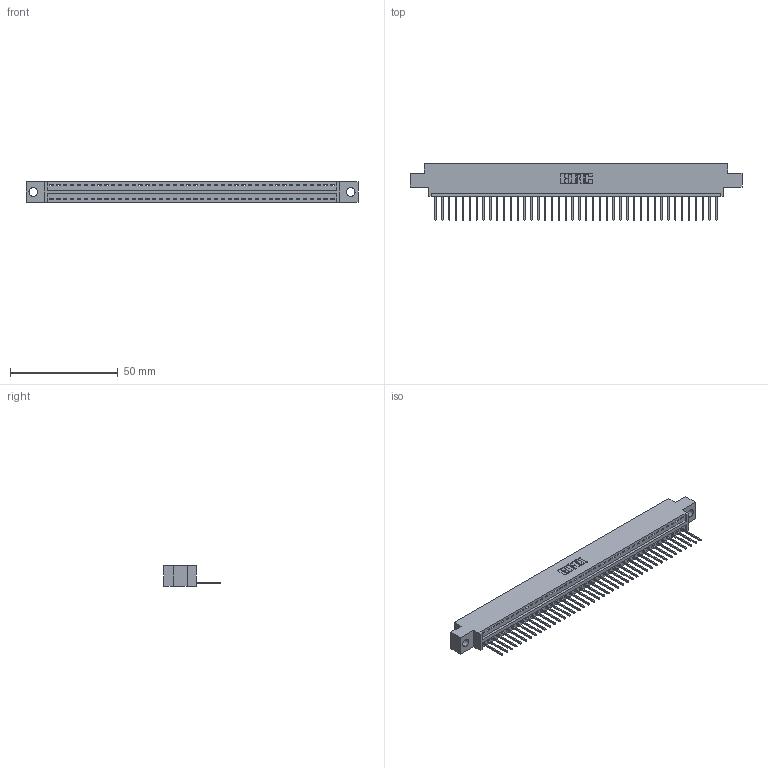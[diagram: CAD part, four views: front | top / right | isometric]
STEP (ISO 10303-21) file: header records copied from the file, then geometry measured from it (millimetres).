
FILE_DESCRIPTION (( 'STEP AP203' ), '1' );
FILE_NAME ('346-042-522-604.STEP', '2022-05-09T14:21:36', ( '' ), ( '' ), 'SwSTEP 2.0', 'SolidWorks 2020', '' );
FILE_SCHEMA (( 'CONFIG_CONTROL_DESIGN' ));
Length unit declared in the file: inch
Products named in the file (3): 346-042-522-604; 346 Part_0.170 Offset - 0.156 Dia-TH; 345-292-001_345-293-122
Assembly tree (43 placements, depth 2):
  346-042-522-604
    346 Part_0.170 Offset - 0.156 Dia-TH
    345-292-001_345-293-122  x42
Bounding box: 153.92 x 26.42 x 9.4 mm (x, y, z)
Volume: 14478.6 mm3; surface area: 18248.6 mm2
Topology: 43 solids, 43 shells, 2576 faces, 7769 edges, 5122 vertices
Faces by surface type: plane 1774, cylinder 802
Entity records: 26635 total; most frequent: CARTESIAN_POINT 4576, ORIENTED_EDGE 4550, DIRECTION 4035, EDGE_CURVE 2275, VECTOR 1975, LINE 1975, VERTEX_POINT 1514, AXIS2_PLACEMENT_3D 1030
